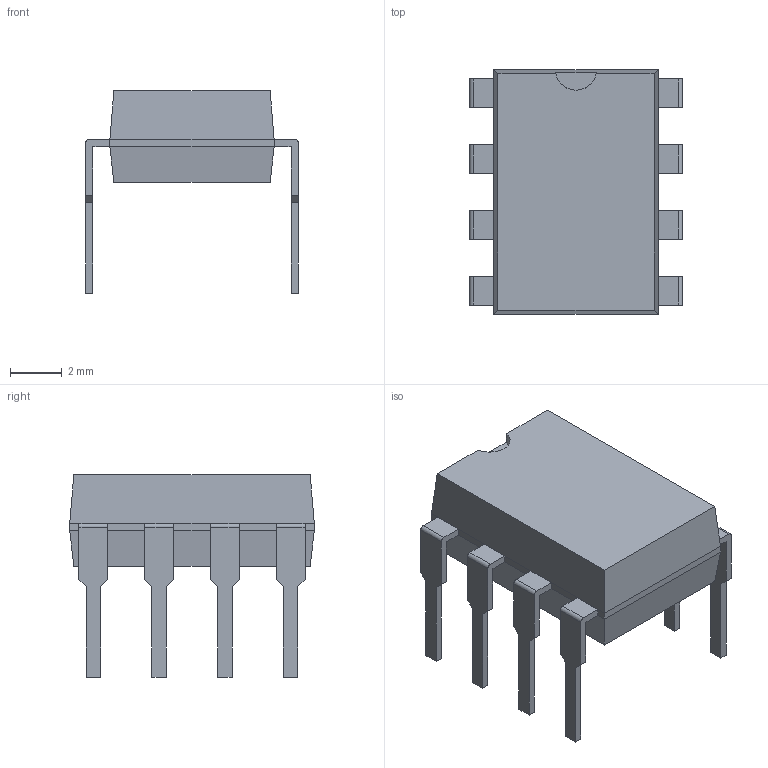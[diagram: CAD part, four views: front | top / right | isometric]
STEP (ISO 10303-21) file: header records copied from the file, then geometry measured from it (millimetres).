
FILE_DESCRIPTION(('FreeCAD Model'),'2;1');
FILE_NAME('248950.1.3.stp','2018-01-09T20:59:43',( 'Author'),(''),'Open CASCADE STEP processor 6.8','FreeCAD','Unknown' );
FILE_SCHEMA(('AUTOMOTIVE_DESIGN_CC2 { 1 2 10303 214 -1 1 5 4 }'));
Length unit declared in the file: millimetre
Products named in the file (3): ASSEMBLY; Body; PinsArrayLR
Assembly tree (2 placements, depth 2):
  ASSEMBLY
    Body
    PinsArrayLR
Bounding box: 8.22 x 9.45 x 7.82 mm (x, y, z)
Volume: 216.1 mm3; surface area: 339.7 mm2
Topology: 9 solids, 9 shells, 120 faces, 298 edges, 196 vertices
Faces by surface type: plane 111, cylinder 9
Entity records: 7521 total; most frequent: CARTESIAN_POINT 1279, DIRECTION 1148, LINE 850, VECTOR 850, ORIENTED_EDGE 596, PCURVE 596, DEFINITIONAL_REPRESENTATION 596, EDGE_CURVE 298
